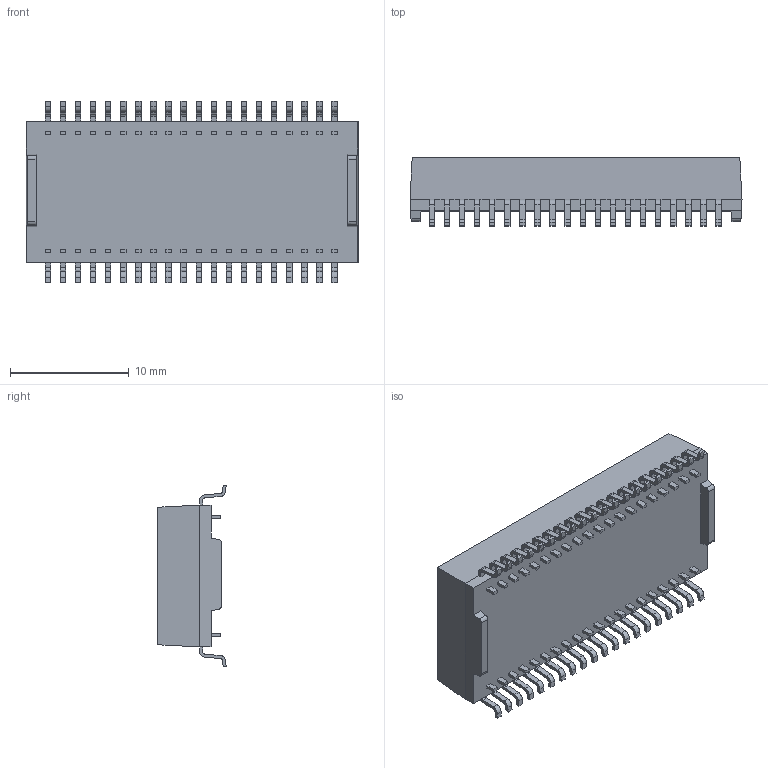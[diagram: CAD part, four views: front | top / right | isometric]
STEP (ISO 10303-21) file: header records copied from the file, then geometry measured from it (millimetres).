
FILE_DESCRIPTION(/* description */ ('STEP AP214'),/* implementation_level */ '2;1');
FILE_NAME(/* name */ 'psolqas_13396_18',/* time_stamp */ '2024-02-29T08:00:11+01:00',/* author */ ('License CC BY-ND 4.0'),/* organization */ ('CADENAS'),/* preprocessor_version */ 'ST-DEVELOPER v19.3',/* originating_system */ 'PARTsolutions',/* authorisation */ ' ');
FILE_SCHEMA (('AUTOMOTIVE_DESIGN {1 0 10303 214 3 1 1}'));
Length unit declared in the file: metre
Products named in the file (1): CVM_3202S0058-01A
Bounding box: 27.94 x 5.74 x 15.24 mm (x, y, z)
Volume: 1491.3 mm3; surface area: 1252.2 mm2
Topology: 1 solids, 1 shells, 742 faces, 2016 edges, 1316 vertices
Faces by surface type: plane 578, cylinder 164
Entity records: 23117 total; most frequent: CARTESIAN_POINT 4075, ORIENTED_EDGE 4032, DIRECTION 3830, EDGE_CURVE 2016, LINE 1688, VECTOR 1688, VERTEX_POINT 1316, AXIS2_PLACEMENT_3D 1071
